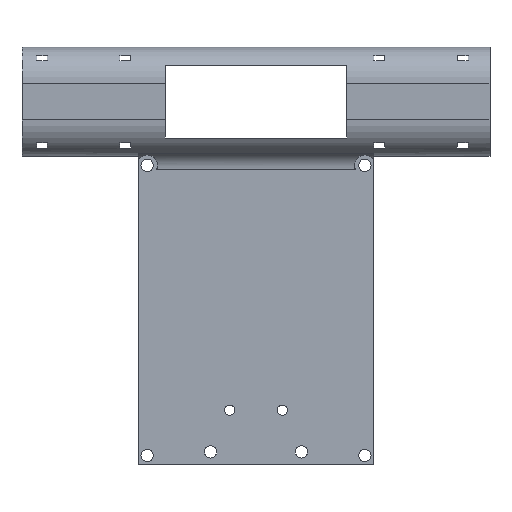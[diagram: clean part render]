
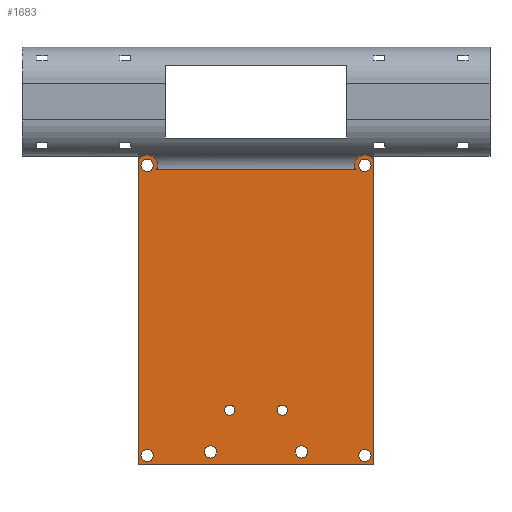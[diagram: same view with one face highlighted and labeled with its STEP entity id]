
A CAD part, front view. The second image highlights one B-rep face of the part: STEP entity #1683.
In plain terms, the highlighted planar face has unit normal (0, -1, 0).
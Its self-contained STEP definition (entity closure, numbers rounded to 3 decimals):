
#15=FACE_BOUND('',#214,.T.);
#16=FACE_BOUND('',#215,.T.);
#17=FACE_BOUND('',#216,.T.);
#18=FACE_BOUND('',#217,.T.);
#19=FACE_BOUND('',#218,.T.);
#20=FACE_BOUND('',#219,.T.);
#21=FACE_BOUND('',#220,.T.);
#22=FACE_BOUND('',#221,.T.);
#52=PLANE('',#1796);
#128=FACE_OUTER_BOUND('',#213,.T.);
#213=EDGE_LOOP('',(#1208,#1209,#1210,#1211,#1212,#1213));
#214=EDGE_LOOP('',(#1214));
#215=EDGE_LOOP('',(#1215));
#216=EDGE_LOOP('',(#1216));
#217=EDGE_LOOP('',(#1217));
#218=EDGE_LOOP('',(#1218));
#219=EDGE_LOOP('',(#1219));
#220=EDGE_LOOP('',(#1220));
#221=EDGE_LOOP('',(#1221));
#324=CIRCLE('',#1774,2.85);
#325=CIRCLE('',#1776,2.85);
#330=CIRCLE('',#1785,1.7);
#332=CIRCLE('',#1788,1.7);
#334=CIRCLE('',#1791,1.7);
#336=CIRCLE('',#1794,1.7);
#338=CIRCLE('',#1797,1.4);
#339=CIRCLE('',#1798,1.7);
#340=CIRCLE('',#1799,1.4);
#341=CIRCLE('',#1800,1.7);
#384=LINE('',#2453,#570);
#388=LINE('',#2464,#574);
#390=LINE('',#2470,#576);
#398=LINE('',#2503,#584);
#570=VECTOR('',#1930,10.);
#574=VECTOR('',#1940,10.);
#576=VECTOR('',#1946,10.);
#584=VECTOR('',#1982,10.);
#757=VERTEX_POINT('',#2393);
#758=VERTEX_POINT('',#2418);
#759=VERTEX_POINT('',#2422);
#761=VERTEX_POINT('',#2448);
#762=VERTEX_POINT('',#2452);
#768=VERTEX_POINT('',#2469);
#772=VERTEX_POINT('',#2479);
#774=VERTEX_POINT('',#2485);
#776=VERTEX_POINT('',#2491);
#778=VERTEX_POINT('',#2497);
#780=VERTEX_POINT('',#2504);
#781=VERTEX_POINT('',#2506);
#782=VERTEX_POINT('',#2508);
#783=VERTEX_POINT('',#2510);
#922=EDGE_CURVE('',#758,#757,#324,.T.);
#924=EDGE_CURVE('',#759,#761,#325,.T.);
#926=EDGE_CURVE('',#762,#758,#384,.T.);
#932=EDGE_CURVE('',#757,#759,#388,.T.);
#935=EDGE_CURVE('',#768,#761,#390,.T.);
#940=EDGE_CURVE('',#772,#772,#330,.T.);
#943=EDGE_CURVE('',#774,#774,#332,.T.);
#946=EDGE_CURVE('',#776,#776,#334,.T.);
#949=EDGE_CURVE('',#778,#778,#336,.T.);
#952=EDGE_CURVE('',#762,#768,#398,.T.);
#953=EDGE_CURVE('',#780,#780,#338,.T.);
#954=EDGE_CURVE('',#781,#781,#339,.T.);
#955=EDGE_CURVE('',#782,#782,#340,.T.);
#956=EDGE_CURVE('',#783,#783,#341,.T.);
#1208=ORIENTED_EDGE('',*,*,#926,.F.);
#1209=ORIENTED_EDGE('',*,*,#952,.T.);
#1210=ORIENTED_EDGE('',*,*,#935,.T.);
#1211=ORIENTED_EDGE('',*,*,#924,.F.);
#1212=ORIENTED_EDGE('',*,*,#932,.F.);
#1213=ORIENTED_EDGE('',*,*,#922,.F.);
#1214=ORIENTED_EDGE('',*,*,#949,.F.);
#1215=ORIENTED_EDGE('',*,*,#943,.F.);
#1216=ORIENTED_EDGE('',*,*,#953,.F.);
#1217=ORIENTED_EDGE('',*,*,#954,.F.);
#1218=ORIENTED_EDGE('',*,*,#955,.F.);
#1219=ORIENTED_EDGE('',*,*,#956,.F.);
#1220=ORIENTED_EDGE('',*,*,#946,.T.);
#1221=ORIENTED_EDGE('',*,*,#940,.T.);
#1683=ADVANCED_FACE('',(#128,#15,#16,#17,#18,#19,#20,#21,#22),#52,.T.);
#1774=AXIS2_PLACEMENT_3D('',#2420,#1921,#1922);
#1776=AXIS2_PLACEMENT_3D('',#2449,#1925,#1926);
#1785=AXIS2_PLACEMENT_3D('',#2480,#1954,#1955);
#1788=AXIS2_PLACEMENT_3D('',#2486,#1961,#1962);
#1791=AXIS2_PLACEMENT_3D('',#2492,#1968,#1969);
#1794=AXIS2_PLACEMENT_3D('',#2498,#1975,#1976);
#1796=AXIS2_PLACEMENT_3D('',#2502,#1980,#1981);
#1797=AXIS2_PLACEMENT_3D('',#2505,#1983,#1984);
#1798=AXIS2_PLACEMENT_3D('',#2507,#1985,#1986);
#1799=AXIS2_PLACEMENT_3D('',#2509,#1987,#1988);
#1800=AXIS2_PLACEMENT_3D('',#2511,#1989,#1990);
#1921=DIRECTION('center_axis',(0.,1.,0.));
#1922=DIRECTION('ref_axis',(1.,0.,0.));
#1925=DIRECTION('center_axis',(0.,1.,0.));
#1926=DIRECTION('ref_axis',(1.,0.,0.));
#1930=DIRECTION('',(0.,0.,1.));
#1940=DIRECTION('',(1.,0.,0.));
#1946=DIRECTION('',(0.,0.,1.));
#1954=DIRECTION('center_axis',(0.,1.,0.));
#1955=DIRECTION('ref_axis',(1.,0.,0.));
#1961=DIRECTION('center_axis',(0.,-1.,0.));
#1962=DIRECTION('ref_axis',(1.,0.,0.));
#1968=DIRECTION('center_axis',(0.,1.,0.));
#1969=DIRECTION('ref_axis',(1.,0.,0.));
#1975=DIRECTION('center_axis',(0.,-1.,0.));
#1976=DIRECTION('ref_axis',(1.,0.,0.));
#1980=DIRECTION('center_axis',(0.,-1.,0.));
#1981=DIRECTION('ref_axis',(0.,0.,-1.));
#1982=DIRECTION('',(1.,0.,0.));
#1983=DIRECTION('center_axis',(0.,-1.,0.));
#1984=DIRECTION('ref_axis',(1.,0.,0.));
#1985=DIRECTION('center_axis',(0.,-1.,0.));
#1986=DIRECTION('ref_axis',(1.,0.,0.));
#1987=DIRECTION('center_axis',(0.,-1.,0.));
#1988=DIRECTION('ref_axis',(1.,0.,0.));
#1989=DIRECTION('center_axis',(0.,-1.,0.));
#1990=DIRECTION('ref_axis',(1.,0.,0.));
#2393=CARTESIAN_POINT('',(-27.438,9.,-3.748));
#2418=CARTESIAN_POINT('',(-32.5,9.,-1.132));
#2420=CARTESIAN_POINT('Origin',(-30.,9.,-2.5));
#2422=CARTESIAN_POINT('',(27.438,9.,-3.748));
#2448=CARTESIAN_POINT('',(32.5,9.,-1.132));
#2449=CARTESIAN_POINT('Origin',(30.,9.,-2.5));
#2452=CARTESIAN_POINT('',(-32.5,9.,-85.));
#2453=CARTESIAN_POINT('',(-32.5,9.,-1.25));
#2464=CARTESIAN_POINT('',(32.25,9.,-3.748));
#2469=CARTESIAN_POINT('',(32.5,9.,-85.));
#2470=CARTESIAN_POINT('',(32.5,9.,-21.25));
#2479=CARTESIAN_POINT('',(-31.7,9.,-82.5));
#2480=CARTESIAN_POINT('Origin',(-30.,9.,-82.5));
#2485=CARTESIAN_POINT('',(28.3,9.,-2.5));
#2486=CARTESIAN_POINT('Origin',(30.,9.,-2.5));
#2491=CARTESIAN_POINT('',(28.3,9.,-82.5));
#2492=CARTESIAN_POINT('Origin',(30.,9.,-82.5));
#2497=CARTESIAN_POINT('',(-31.7,9.,-2.5));
#2498=CARTESIAN_POINT('Origin',(-30.,9.,-2.5));
#2502=CARTESIAN_POINT('Origin',(0.,9.,-42.5));
#2503=CARTESIAN_POINT('',(16.25,9.,-85.));
#2504=CARTESIAN_POINT('',(5.85,9.,-70.));
#2505=CARTESIAN_POINT('Origin',(7.25,9.,-70.));
#2506=CARTESIAN_POINT('',(10.8,9.,-81.5));
#2507=CARTESIAN_POINT('Origin',(12.5,9.,-81.5));
#2508=CARTESIAN_POINT('',(-8.65,9.,-70.));
#2509=CARTESIAN_POINT('Origin',(-7.25,9.,-70.));
#2510=CARTESIAN_POINT('',(-14.2,9.,-81.5));
#2511=CARTESIAN_POINT('Origin',(-12.5,9.,-81.5));
